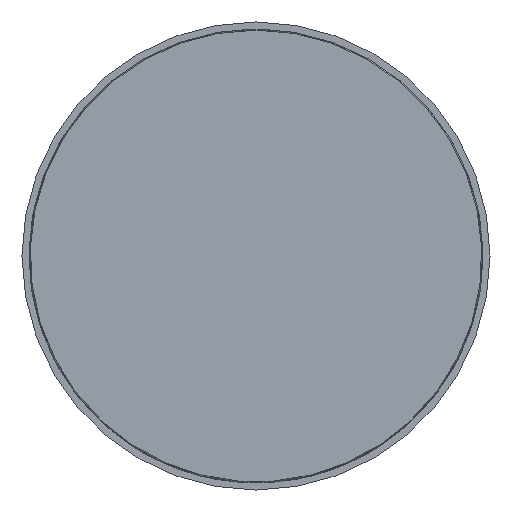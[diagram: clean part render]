
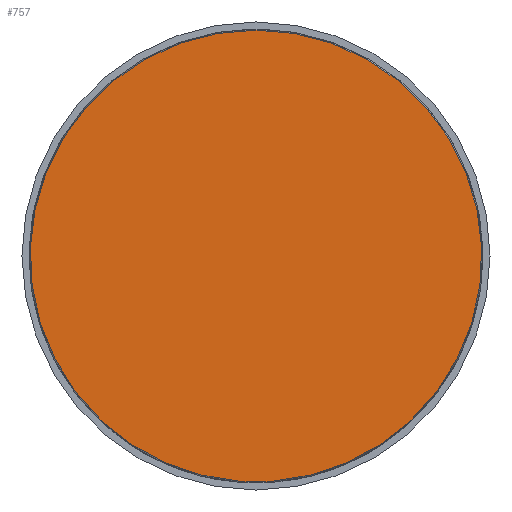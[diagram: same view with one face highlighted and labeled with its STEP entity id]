
A CAD part, front view. The second image highlights one B-rep face of the part: STEP entity #757.
In plain terms, the highlighted planar face has unit normal (0, -1, 0).
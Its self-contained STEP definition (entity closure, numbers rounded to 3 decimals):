
#26=PLANE('',#886);
#103=FACE_OUTER_BOUND('',#151,.T.);
#151=EDGE_LOOP('',(#696,#697));
#221=CIRCLE('',#785,55.732);
#222=CIRCLE('',#787,55.732);
#289=VERTEX_POINT('',#1165);
#290=VERTEX_POINT('',#1167);
#367=EDGE_CURVE('',#290,#289,#221,.T.);
#370=EDGE_CURVE('',#289,#290,#222,.T.);
#696=ORIENTED_EDGE('',*,*,#370,.T.);
#697=ORIENTED_EDGE('',*,*,#367,.T.);
#757=ADVANCED_FACE('',(#103),#26,.F.);
#785=AXIS2_PLACEMENT_3D('',#1168,#905,#906);
#787=AXIS2_PLACEMENT_3D('',#1182,#910,#911);
#886=AXIS2_PLACEMENT_3D('',#1582,#1137,#1138);
#905=DIRECTION('center_axis',(0.,-1.,0.));
#906=DIRECTION('ref_axis',(0.,0.,-1.));
#910=DIRECTION('center_axis',(0.,-1.,0.));
#911=DIRECTION('ref_axis',(0.,0.,1.));
#1137=DIRECTION('center_axis',(0.,1.,0.));
#1138=DIRECTION('ref_axis',(0.,0.,1.));
#1165=CARTESIAN_POINT('',(4.265,-305.,-55.569));
#1167=CARTESIAN_POINT('',(-4.265,-305.,-55.569));
#1168=CARTESIAN_POINT('Origin',(0.,-305.,0.));
#1182=CARTESIAN_POINT('Origin',(0.,-305.,0.));
#1582=CARTESIAN_POINT('Origin',(0.,-305.,-57.75));
